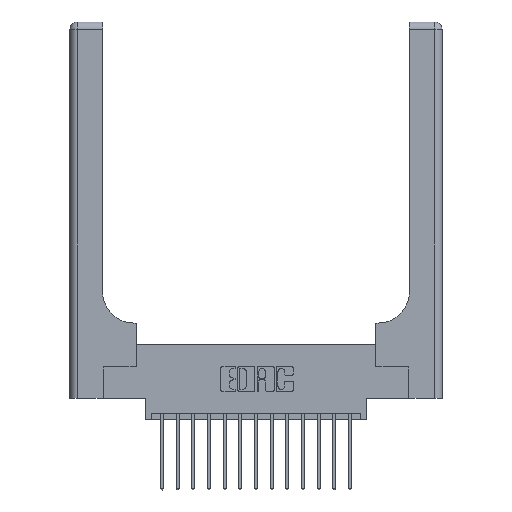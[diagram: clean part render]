
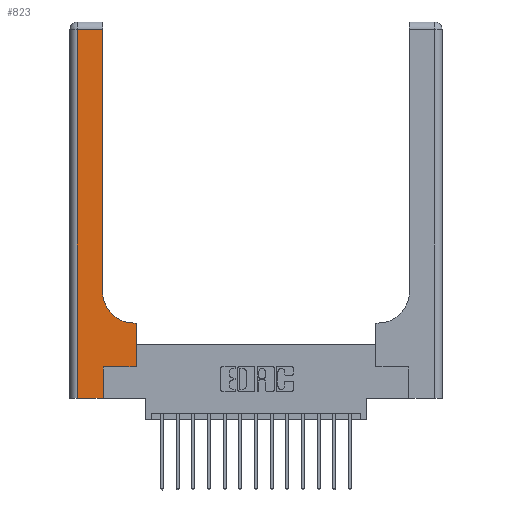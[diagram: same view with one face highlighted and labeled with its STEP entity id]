
A CAD part, top view. The second image highlights one B-rep face of the part: STEP entity #823.
In plain terms, the highlighted planar face has unit normal (0, 0, 1).
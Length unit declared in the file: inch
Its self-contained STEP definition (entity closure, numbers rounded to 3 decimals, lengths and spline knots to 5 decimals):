
#114 = DIRECTION ( 'NONE',  ( 0., 1., 0. ) ) ;
#281 = CARTESIAN_POINT ( 'NONE',  ( 0.265, 0., 0.37 ) ) ;
#487 = DIRECTION ( 'NONE',  ( 1., 0., 0. ) ) ;
#823 = ADVANCED_FACE ( 'NONE', ( #3980 ), #8844, .F. ) ;
#1434 = VECTOR ( 'NONE', #16844, 39.37008 ) ;
#1567 = ORIENTED_EDGE ( 'NONE', *, *, #9617, .T. ) ;
#1690 = LINE ( 'NONE', #3732, #11820 ) ;
#1839 = CIRCLE ( 'NONE', #14268, 0.25 ) ;
#2350 = DIRECTION ( 'NONE',  ( 0., 0., -1. ) ) ;
#3617 = EDGE_CURVE ( 'NONE', #9202, #7734, #15293, .T. ) ;
#3732 = CARTESIAN_POINT ( 'NONE',  ( 0.528, 0.25, 0.37 ) ) ;
#3895 = CARTESIAN_POINT ( 'NONE',  ( 0.51, 0.6, 0.37 ) ) ;
#3980 = FACE_OUTER_BOUND ( 'NONE', #4608, .T. ) ;
#3982 = ORIENTED_EDGE ( 'NONE', *, *, #7029, .T. ) ;
#4080 = VERTEX_POINT ( 'NONE', #16526 ) ;
#4100 = EDGE_CURVE ( 'NONE', #4080, #4849, #8890, .T. ) ;
#4608 = EDGE_LOOP ( 'NONE', ( #17147, #10734, #8492, #3982, #10914, #1567, #12731, #6496, #9888 ) ) ;
#4648 = CARTESIAN_POINT ( 'NONE',  ( 0., 0., 0.37 ) ) ;
#4681 = LINE ( 'NONE', #7305, #1434 ) ;
#4733 = DIRECTION ( 'NONE',  ( 0., 0., -1. ) ) ;
#4849 = VERTEX_POINT ( 'NONE', #15335 ) ;
#5120 = DIRECTION ( 'NONE',  ( 0., 1., 0. ) ) ;
#5156 = VECTOR ( 'NONE', #7224, 39.37008 ) ;
#5403 = CARTESIAN_POINT ( 'NONE',  ( 0.26, 3., 0.37 ) ) ;
#5829 = CARTESIAN_POINT ( 'NONE',  ( 0.06, 3., 0.37 ) ) ;
#6496 = ORIENTED_EDGE ( 'NONE', *, *, #10492, .T. ) ;
#6623 = EDGE_CURVE ( 'NONE', #7995, #9077, #1690, .T. ) ;
#6996 = CARTESIAN_POINT ( 'NONE',  ( 0.265, 0., 0.37 ) ) ;
#7029 = EDGE_CURVE ( 'NONE', #11848, #9202, #10749, .T. ) ;
#7224 = DIRECTION ( 'NONE',  ( 0., -1., 0. ) ) ;
#7305 = CARTESIAN_POINT ( 'NONE',  ( 0.26, 0.6, 0.37 ) ) ;
#7319 = EDGE_CURVE ( 'NONE', #15026, #4080, #16888, .T. ) ;
#7651 = CARTESIAN_POINT ( 'NONE',  ( 0.265, 0.25, 0.37 ) ) ;
#7734 = VERTEX_POINT ( 'NONE', #7651 ) ;
#7995 = VERTEX_POINT ( 'NONE', #9911 ) ;
#8443 = DIRECTION ( 'NONE',  ( -1., 0., 0. ) ) ;
#8492 = ORIENTED_EDGE ( 'NONE', *, *, #15801, .T. ) ;
#8844 = PLANE ( 'NONE',  #11113 ) ;
#8854 = EDGE_CURVE ( 'NONE', #8968, #15026, #1839, .T. ) ;
#8890 = LINE ( 'NONE', #15235, #16116 ) ;
#8968 = VERTEX_POINT ( 'NONE', #3895 ) ;
#9077 = VERTEX_POINT ( 'NONE', #11067 ) ;
#9202 = VERTEX_POINT ( 'NONE', #281 ) ;
#9617 = EDGE_CURVE ( 'NONE', #7734, #7995, #10325, .T. ) ;
#9888 = ORIENTED_EDGE ( 'NONE', *, *, #8854, .T. ) ;
#9911 = CARTESIAN_POINT ( 'NONE',  ( 0.528, 0.25, 0.37 ) ) ;
#10231 = CARTESIAN_POINT ( 'NONE',  ( 0., 3., 0.37 ) ) ;
#10325 = LINE ( 'NONE', #13605, #16691 ) ;
#10492 = EDGE_CURVE ( 'NONE', #9077, #8968, #4681, .T. ) ;
#10614 = CARTESIAN_POINT ( 'NONE',  ( 0.51, 0.85, 0.37 ) ) ;
#10734 = ORIENTED_EDGE ( 'NONE', *, *, #4100, .T. ) ;
#10749 = LINE ( 'NONE', #4648, #17106 ) ;
#10914 = ORIENTED_EDGE ( 'NONE', *, *, #3617, .T. ) ;
#10981 = CARTESIAN_POINT ( 'NONE',  ( 0.06, 0., 0.37 ) ) ;
#11067 = CARTESIAN_POINT ( 'NONE',  ( 0.528, 0.6, 0.37 ) ) ;
#11113 = AXIS2_PLACEMENT_3D ( 'NONE', #10231, #4733, #14326 ) ;
#11820 = VECTOR ( 'NONE', #5120, 39.37008 ) ;
#11848 = VERTEX_POINT ( 'NONE', #10981 ) ;
#11969 = DIRECTION ( 'NONE',  ( 1., 0., 0. ) ) ;
#12227 = DIRECTION ( 'NONE',  ( 1., 0., 0. ) ) ;
#12731 = ORIENTED_EDGE ( 'NONE', *, *, #6623, .T. ) ;
#13281 = VECTOR ( 'NONE', #13675, 39.37008 ) ;
#13605 = CARTESIAN_POINT ( 'NONE',  ( 0.265, 0.25, 0.37 ) ) ;
#13675 = DIRECTION ( 'NONE',  ( 0., 1., 0. ) ) ;
#14268 = AXIS2_PLACEMENT_3D ( 'NONE', #10614, #2350, #11969 ) ;
#14326 = DIRECTION ( 'NONE',  ( -1., 0., 0. ) ) ;
#14834 = CARTESIAN_POINT ( 'NONE',  ( 0.26, 0.85, 0.37 ) ) ;
#14870 = VECTOR ( 'NONE', #114, 39.37008 ) ;
#15026 = VERTEX_POINT ( 'NONE', #14834 ) ;
#15235 = CARTESIAN_POINT ( 'NONE',  ( 0., 2.94, 0.37 ) ) ;
#15293 = LINE ( 'NONE', #6996, #14870 ) ;
#15335 = CARTESIAN_POINT ( 'NONE',  ( 0.06, 2.94, 0.37 ) ) ;
#15653 = LINE ( 'NONE', #5829, #5156 ) ;
#15801 = EDGE_CURVE ( 'NONE', #4849, #11848, #15653, .T. ) ;
#16116 = VECTOR ( 'NONE', #8443, 39.37008 ) ;
#16526 = CARTESIAN_POINT ( 'NONE',  ( 0.26, 2.94, 0.37 ) ) ;
#16691 = VECTOR ( 'NONE', #12227, 39.37008 ) ;
#16844 = DIRECTION ( 'NONE',  ( -1., 0., 0. ) ) ;
#16888 = LINE ( 'NONE', #5403, #13281 ) ;
#17106 = VECTOR ( 'NONE', #487, 39.37008 ) ;
#17147 = ORIENTED_EDGE ( 'NONE', *, *, #7319, .T. ) ;
